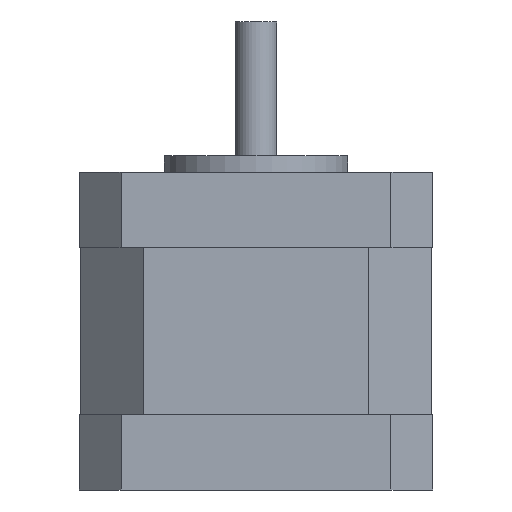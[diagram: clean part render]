
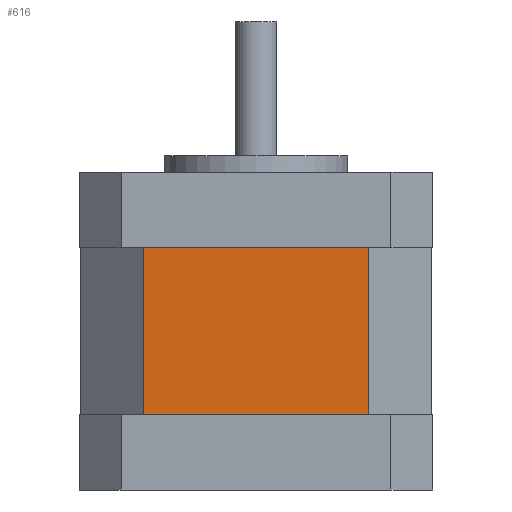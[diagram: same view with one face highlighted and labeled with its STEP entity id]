
A CAD part, front view. The second image highlights one B-rep face of the part: STEP entity #616.
In plain terms, the highlighted planar face has unit normal (0, -1, 0).
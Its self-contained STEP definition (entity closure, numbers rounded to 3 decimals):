
#84 = ORIENTED_EDGE ( 'NONE', *, *, #4773, .T. ) ;
#223 = PLANE ( 'NONE',  #1057 ) ;
#616 = ADVANCED_FACE ( 'NONE', ( #7026 ), #223, .T. ) ;
#802 = DIRECTION ( 'NONE',  ( 0., -1., 0. ) ) ;
#803 = ORIENTED_EDGE ( 'NONE', *, *, #5086, .F. ) ;
#1057 = AXIS2_PLACEMENT_3D ( 'NONE', #6777, #802, #1934 ) ;
#1112 = EDGE_LOOP ( 'NONE', ( #3504, #803, #1833, #84 ) ) ;
#1394 = VECTOR ( 'NONE', #2589, 1000. ) ;
#1476 = VERTEX_POINT ( 'NONE', #4102 ) ;
#1833 = ORIENTED_EDGE ( 'NONE', *, *, #6304, .F. ) ;
#1934 = DIRECTION ( 'NONE',  ( 0., 0., -1. ) ) ;
#2078 = CARTESIAN_POINT ( 'NONE',  ( -21.05, -21.05, -9. ) ) ;
#2140 = DIRECTION ( 'NONE',  ( 0., 0., 1. ) ) ;
#2423 = DIRECTION ( 'NONE',  ( 0., 0., -1. ) ) ;
#2589 = DIRECTION ( 'NONE',  ( 1., 0., 0. ) ) ;
#2775 = VERTEX_POINT ( 'NONE', #4181 ) ;
#2873 = LINE ( 'NONE', #2078, #1394 ) ;
#2940 = CARTESIAN_POINT ( 'NONE',  ( 13.422, -21.05, -9. ) ) ;
#3223 = CARTESIAN_POINT ( 'NONE',  ( -13.422, -21.05, -29. ) ) ;
#3414 = VERTEX_POINT ( 'NONE', #2940 ) ;
#3504 = ORIENTED_EDGE ( 'NONE', *, *, #6104, .F. ) ;
#3601 = CARTESIAN_POINT ( 'NONE',  ( 13.422, -21.05, -29. ) ) ;
#3715 = VECTOR ( 'NONE', #2140, 1000. ) ;
#3748 = LINE ( 'NONE', #3601, #6464 ) ;
#4077 = DIRECTION ( 'NONE',  ( 1., 0., 0. ) ) ;
#4102 = CARTESIAN_POINT ( 'NONE',  ( -13.422, -21.05, -9. ) ) ;
#4181 = CARTESIAN_POINT ( 'NONE',  ( 13.422, -21.05, -29. ) ) ;
#4577 = CARTESIAN_POINT ( 'NONE',  ( -21.05, -21.05, -29. ) ) ;
#4773 = EDGE_CURVE ( 'NONE', #6844, #2775, #5776, .T. ) ;
#5086 = EDGE_CURVE ( 'NONE', #1476, #3414, #2873, .T. ) ;
#5158 = CARTESIAN_POINT ( 'NONE',  ( -13.422, -21.05, -29. ) ) ;
#5336 = LINE ( 'NONE', #3223, #3715 ) ;
#5776 = LINE ( 'NONE', #4577, #5864 ) ;
#5864 = VECTOR ( 'NONE', #4077, 1000. ) ;
#6104 = EDGE_CURVE ( 'NONE', #3414, #2775, #3748, .T. ) ;
#6304 = EDGE_CURVE ( 'NONE', #6844, #1476, #5336, .T. ) ;
#6464 = VECTOR ( 'NONE', #2423, 1000. ) ;
#6777 = CARTESIAN_POINT ( 'NONE',  ( -21.05, -21.05, -29. ) ) ;
#6844 = VERTEX_POINT ( 'NONE', #5158 ) ;
#7026 = FACE_OUTER_BOUND ( 'NONE', #1112, .T. ) ;
